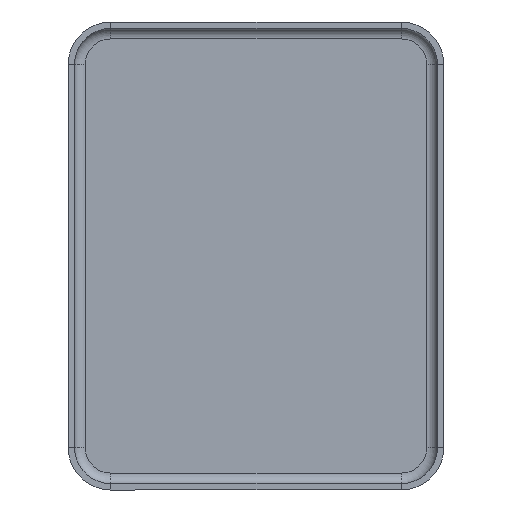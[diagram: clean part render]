
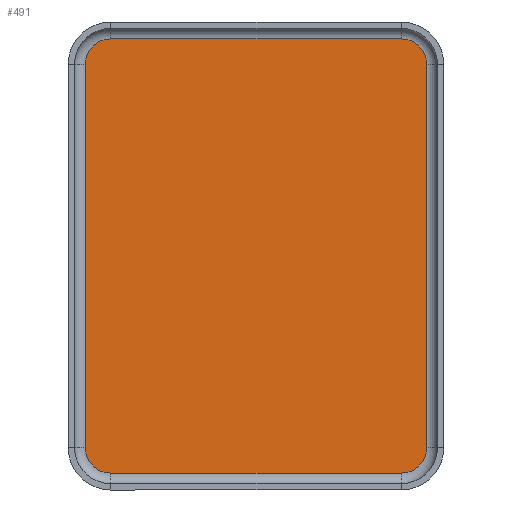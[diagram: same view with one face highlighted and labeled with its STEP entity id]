
A CAD part, front view. The second image highlights one B-rep face of the part: STEP entity #491.
In plain terms, the highlighted planar face has unit normal (0, -1, 0).
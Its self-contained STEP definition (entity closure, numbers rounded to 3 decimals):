
#23 = ORIENTED_EDGE ( 'NONE', *, *, #305, .F. ) ;
#25 = DIRECTION ( 'NONE',  ( 0., 1., 0. ) ) ;
#34 = CARTESIAN_POINT ( 'NONE',  ( -6.85, -0.3, -9.025 ) ) ;
#39 = ORIENTED_EDGE ( 'NONE', *, *, #515, .F. ) ;
#56 = VERTEX_POINT ( 'NONE', #614 ) ;
#71 = VERTEX_POINT ( 'NONE', #626 ) ;
#77 = FACE_OUTER_BOUND ( 'NONE', #724, .T. ) ;
#79 = DIRECTION ( 'NONE',  ( 0., 0., 1. ) ) ;
#98 = LINE ( 'NONE', #753, #865 ) ;
#99 = EDGE_CURVE ( 'NONE', #1122, #163, #776, .T. ) ;
#109 = VERTEX_POINT ( 'NONE', #1166 ) ;
#136 = DIRECTION ( 'NONE',  ( 0., 0., 1. ) ) ;
#141 = VECTOR ( 'NONE', #359, 1000. ) ;
#155 = VECTOR ( 'NONE', #1026, 1000. ) ;
#163 = VERTEX_POINT ( 'NONE', #542 ) ;
#186 = CARTESIAN_POINT ( 'NONE',  ( 6.85, -0.3, 10.225 ) ) ;
#219 = CARTESIAN_POINT ( 'NONE',  ( -6.85, -0.3, 9.025 ) ) ;
#241 = EDGE_CURVE ( 'NONE', #71, #56, #1000, .T. ) ;
#261 = EDGE_CURVE ( 'NONE', #163, #378, #98, .T. ) ;
#272 = AXIS2_PLACEMENT_3D ( 'NONE', #443, #775, #344 ) ;
#278 = ORIENTED_EDGE ( 'NONE', *, *, #241, .F. ) ;
#280 = EDGE_CURVE ( 'NONE', #837, #71, #581, .T. ) ;
#299 = PLANE ( 'NONE',  #272 ) ;
#305 = EDGE_CURVE ( 'NONE', #56, #1122, #1084, .T. ) ;
#314 = CARTESIAN_POINT ( 'NONE',  ( 8.05, -0.3, -9.025 ) ) ;
#344 = DIRECTION ( 'NONE',  ( 0., 0., -1. ) ) ;
#359 = DIRECTION ( 'NONE',  ( -1., 0., 0. ) ) ;
#378 = VERTEX_POINT ( 'NONE', #314 ) ;
#386 = DIRECTION ( 'NONE',  ( 0., 1., 0. ) ) ;
#443 = CARTESIAN_POINT ( 'NONE',  ( 6.85, -0.3, 9.025 ) ) ;
#447 = ORIENTED_EDGE ( 'NONE', *, *, #820, .F. ) ;
#457 = CARTESIAN_POINT ( 'NONE',  ( 6.85, -0.3, 9.025 ) ) ;
#491 = ADVANCED_FACE ( 'NONE', ( #77 ), #299, .T. ) ;
#515 = EDGE_CURVE ( 'NONE', #109, #972, #648, .T. ) ;
#531 = ORIENTED_EDGE ( 'NONE', *, *, #667, .F. ) ;
#542 = CARTESIAN_POINT ( 'NONE',  ( 8.05, -0.3, 9.025 ) ) ;
#581 = LINE ( 'NONE', #1021, #155 ) ;
#597 = AXIS2_PLACEMENT_3D ( 'NONE', #219, #25, #858 ) ;
#614 = CARTESIAN_POINT ( 'NONE',  ( -6.85, -0.3, 10.225 ) ) ;
#626 = CARTESIAN_POINT ( 'NONE',  ( -8.05, -0.3, 9.025 ) ) ;
#632 = AXIS2_PLACEMENT_3D ( 'NONE', #34, #678, #136 ) ;
#648 = LINE ( 'NONE', #1068, #141 ) ;
#659 = ORIENTED_EDGE ( 'NONE', *, *, #99, .F. ) ;
#667 = EDGE_CURVE ( 'NONE', #378, #109, #1149, .T. ) ;
#678 = DIRECTION ( 'NONE',  ( 0., 1., 0. ) ) ;
#691 = VECTOR ( 'NONE', #1039, 1000. ) ;
#724 = EDGE_LOOP ( 'NONE', ( #659, #23, #278, #890, #447, #39, #531, #1170 ) ) ;
#753 = CARTESIAN_POINT ( 'NONE',  ( 8.05, -0.3, 9.025 ) ) ;
#775 = DIRECTION ( 'NONE',  ( 0., -1., 0. ) ) ;
#776 = CIRCLE ( 'NONE', #816, 1.2 ) ;
#810 = AXIS2_PLACEMENT_3D ( 'NONE', #914, #386, #811 ) ;
#811 = DIRECTION ( 'NONE',  ( 0., 0., 1. ) ) ;
#816 = AXIS2_PLACEMENT_3D ( 'NONE', #457, #906, #79 ) ;
#820 = EDGE_CURVE ( 'NONE', #972, #837, #986, .T. ) ;
#837 = VERTEX_POINT ( 'NONE', #871 ) ;
#845 = DIRECTION ( 'NONE',  ( 0., 0., -1. ) ) ;
#858 = DIRECTION ( 'NONE',  ( 0., 0., 1. ) ) ;
#865 = VECTOR ( 'NONE', #845, 1000. ) ;
#867 = CARTESIAN_POINT ( 'NONE',  ( -6.85, -0.3, 10.225 ) ) ;
#871 = CARTESIAN_POINT ( 'NONE',  ( -8.05, -0.3, -9.025 ) ) ;
#881 = CARTESIAN_POINT ( 'NONE',  ( -6.85, -0.3, -10.225 ) ) ;
#890 = ORIENTED_EDGE ( 'NONE', *, *, #280, .F. ) ;
#906 = DIRECTION ( 'NONE',  ( 0., 1., 0. ) ) ;
#914 = CARTESIAN_POINT ( 'NONE',  ( 6.85, -0.3, -9.025 ) ) ;
#972 = VERTEX_POINT ( 'NONE', #881 ) ;
#986 = CIRCLE ( 'NONE', #632, 1.2 ) ;
#1000 = CIRCLE ( 'NONE', #597, 1.2 ) ;
#1021 = CARTESIAN_POINT ( 'NONE',  ( -8.05, -0.3, -9.025 ) ) ;
#1026 = DIRECTION ( 'NONE',  ( 0., 0., 1. ) ) ;
#1039 = DIRECTION ( 'NONE',  ( 1., 0., 0. ) ) ;
#1068 = CARTESIAN_POINT ( 'NONE',  ( 6.85, -0.3, -10.225 ) ) ;
#1084 = LINE ( 'NONE', #867, #691 ) ;
#1122 = VERTEX_POINT ( 'NONE', #186 ) ;
#1149 = CIRCLE ( 'NONE', #810, 1.2 ) ;
#1166 = CARTESIAN_POINT ( 'NONE',  ( 6.85, -0.3, -10.225 ) ) ;
#1170 = ORIENTED_EDGE ( 'NONE', *, *, #261, .F. ) ;
